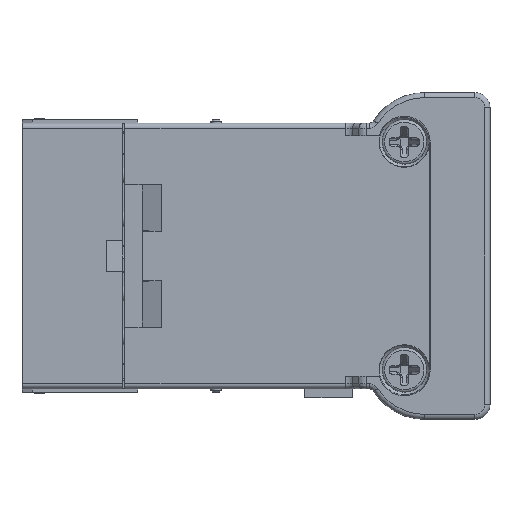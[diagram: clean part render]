
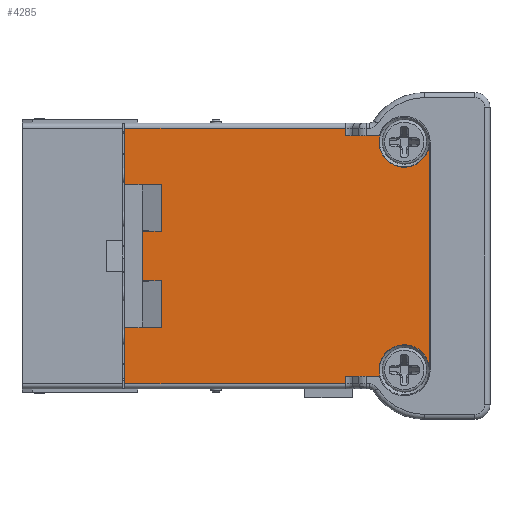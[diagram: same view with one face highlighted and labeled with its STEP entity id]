
A CAD part, left-side view. The second image highlights one B-rep face of the part: STEP entity #4285.
In plain terms, the highlighted planar face has unit normal (-1, 0, 0).
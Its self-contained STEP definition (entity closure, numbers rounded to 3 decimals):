
#3435=PLANE('',#29607);
#4285=ADVANCED_FACE('',(#6483),#3435,.T.);
#6483=FACE_OUTER_BOUND('',#7908,.T.);
#7908=EDGE_LOOP('',(#10883,#10884,#10885,#10886,#10887,#10888,#10889,#10890,
#10891,#10892,#10893,#10894,#10895,#10896,#10897,#10898,#10899,#10900));
#9799=CIRCLE('',#29551,2.5);
#9814=CIRCLE('',#29606,2.5);
#10883=ORIENTED_EDGE('',*,*,#21535,.T.);
#10884=ORIENTED_EDGE('',*,*,#21536,.F.);
#10885=ORIENTED_EDGE('',*,*,#21537,.F.);
#10886=ORIENTED_EDGE('',*,*,#21538,.T.);
#10887=ORIENTED_EDGE('',*,*,#21539,.T.);
#10888=ORIENTED_EDGE('',*,*,#21354,.F.);
#10889=ORIENTED_EDGE('',*,*,#21540,.T.);
#10890=ORIENTED_EDGE('',*,*,#21541,.T.);
#10891=ORIENTED_EDGE('',*,*,#21542,.T.);
#10892=ORIENTED_EDGE('',*,*,#21543,.T.);
#10893=ORIENTED_EDGE('',*,*,#21544,.T.);
#10894=ORIENTED_EDGE('',*,*,#21545,.T.);
#10895=ORIENTED_EDGE('',*,*,#21546,.F.);
#10896=ORIENTED_EDGE('',*,*,#21350,.F.);
#10897=ORIENTED_EDGE('',*,*,#21534,.F.);
#10898=ORIENTED_EDGE('',*,*,#21547,.T.);
#10899=ORIENTED_EDGE('',*,*,#21548,.F.);
#10900=ORIENTED_EDGE('',*,*,#21446,.T.);
#18660=VERTEX_POINT('',#38618);
#18661=VERTEX_POINT('',#38620);
#18664=VERTEX_POINT('',#38626);
#18665=VERTEX_POINT('',#38628);
#18719=VERTEX_POINT('',#38866);
#18721=VERTEX_POINT('',#38870);
#18769=VERTEX_POINT('',#39063);
#18770=VERTEX_POINT('',#39067);
#18771=VERTEX_POINT('',#39069);
#18772=VERTEX_POINT('',#39071);
#18773=VERTEX_POINT('',#39073);
#18774=VERTEX_POINT('',#39076);
#18775=VERTEX_POINT('',#39078);
#18776=VERTEX_POINT('',#39080);
#18777=VERTEX_POINT('',#39082);
#18778=VERTEX_POINT('',#39084);
#18779=VERTEX_POINT('',#39086);
#18780=VERTEX_POINT('',#39089);
#21350=EDGE_CURVE('',#18660,#18661,#25409,.T.);
#21354=EDGE_CURVE('',#18664,#18665,#25413,.T.);
#21446=EDGE_CURVE('',#18719,#18721,#9799,.T.);
#21534=EDGE_CURVE('',#18769,#18660,#25538,.T.);
#21535=EDGE_CURVE('',#18721,#18770,#25539,.T.);
#21536=EDGE_CURVE('',#18771,#18770,#9814,.T.);
#21537=EDGE_CURVE('',#18772,#18771,#25540,.T.);
#21538=EDGE_CURVE('',#18772,#18773,#25541,.T.);
#21539=EDGE_CURVE('',#18773,#18665,#25542,.T.);
#21540=EDGE_CURVE('',#18664,#18774,#25543,.T.);
#21541=EDGE_CURVE('',#18774,#18775,#25544,.T.);
#21542=EDGE_CURVE('',#18775,#18776,#25545,.T.);
#21543=EDGE_CURVE('',#18776,#18777,#25546,.T.);
#21544=EDGE_CURVE('',#18777,#18778,#25547,.T.);
#21545=EDGE_CURVE('',#18778,#18779,#25548,.T.);
#21546=EDGE_CURVE('',#18661,#18779,#25549,.T.);
#21547=EDGE_CURVE('',#18769,#18780,#25550,.T.);
#21548=EDGE_CURVE('',#18719,#18780,#25551,.T.);
#25409=LINE('',#38619,#27474);
#25413=LINE('',#38627,#27478);
#25538=LINE('',#39064,#27603);
#25539=LINE('',#39066,#27604);
#25540=LINE('',#39070,#27605);
#25541=LINE('',#39072,#27606);
#25542=LINE('',#39074,#27607);
#25543=LINE('',#39075,#27608);
#25544=LINE('',#39077,#27609);
#25545=LINE('',#39079,#27610);
#25546=LINE('',#39081,#27611);
#25547=LINE('',#39083,#27612);
#25548=LINE('',#39085,#27613);
#25549=LINE('',#39087,#27614);
#25550=LINE('',#39088,#27615);
#25551=LINE('',#39090,#27616);
#27474=VECTOR('',#31900,1.);
#27478=VECTOR('',#31904,1.);
#27603=VECTOR('',#32237,1.);
#27604=VECTOR('',#32240,1.);
#27605=VECTOR('',#32243,1.);
#27606=VECTOR('',#32244,1.);
#27607=VECTOR('',#32245,1.);
#27608=VECTOR('',#32246,1.);
#27609=VECTOR('',#32247,1.);
#27610=VECTOR('',#32248,1.);
#27611=VECTOR('',#32249,1.);
#27612=VECTOR('',#32250,1.);
#27613=VECTOR('',#32251,1.);
#27614=VECTOR('',#32252,1.);
#27615=VECTOR('',#32253,1.);
#27616=VECTOR('',#32254,1.);
#29551=AXIS2_PLACEMENT_3D('',#38871,#32062,#32063);
#29606=AXIS2_PLACEMENT_3D('',#39068,#32241,#32242);
#29607=AXIS2_PLACEMENT_3D('',#39091,#32255,#32256);
#31900=DIRECTION('',(0.,0.,1.));
#31904=DIRECTION('',(0.,0.,1.));
#32062=DIRECTION('',(1.,0.,0.));
#32063=DIRECTION('',(0.,0.,1.));
#32237=DIRECTION('',(0.,1.,0.));
#32240=DIRECTION('',(0.,0.,1.));
#32241=DIRECTION('',(-1.,0.,0.));
#32242=DIRECTION('',(0.,0.,-1.));
#32243=DIRECTION('',(0.,-1.,0.));
#32244=DIRECTION('',(0.,0.,1.));
#32245=DIRECTION('',(0.,1.,0.));
#32246=DIRECTION('',(0.,-1.,0.));
#32247=DIRECTION('',(0.,0.,-1.));
#32248=DIRECTION('',(0.,1.,0.));
#32249=DIRECTION('',(0.,0.,-1.));
#32250=DIRECTION('',(0.,-1.,0.));
#32251=DIRECTION('',(0.,0.,-1.));
#32252=DIRECTION('',(0.,-1.,0.));
#32253=DIRECTION('',(0.,0.,1.));
#32254=DIRECTION('',(0.,1.,0.));
#32255=DIRECTION('',(-1.,0.,0.));
#32256=DIRECTION('',(0.,0.,1.));
#38618=CARTESIAN_POINT('',(8.13,44.289,22.173));
#38619=CARTESIAN_POINT('',(8.13,44.289,22.173));
#38620=CARTESIAN_POINT('',(8.13,44.289,27.736));
#38626=CARTESIAN_POINT('',(8.13,44.289,41.959));
#38627=CARTESIAN_POINT('',(8.13,44.289,41.959));
#38628=CARTESIAN_POINT('',(8.13,44.289,47.523));
#38866=CARTESIAN_POINT('',(8.13,19.016,22.948));
#38870=CARTESIAN_POINT('',(8.13,14.089,23.548));
#38871=CARTESIAN_POINT('',(8.13,16.589,23.548));
#39063=CARTESIAN_POINT('',(8.13,22.403,22.173));
#39064=CARTESIAN_POINT('',(8.13,22.403,22.173));
#39066=CARTESIAN_POINT('',(8.13,14.089,23.548));
#39067=CARTESIAN_POINT('',(8.13,14.089,46.148));
#39068=CARTESIAN_POINT('',(8.13,16.589,46.148));
#39069=CARTESIAN_POINT('',(8.13,19.016,46.748));
#39070=CARTESIAN_POINT('',(8.13,22.403,46.748));
#39071=CARTESIAN_POINT('',(8.13,22.403,46.748));
#39072=CARTESIAN_POINT('',(8.13,22.403,46.748));
#39073=CARTESIAN_POINT('',(8.13,22.403,47.523));
#39074=CARTESIAN_POINT('',(8.13,22.403,47.523));
#39075=CARTESIAN_POINT('',(8.13,44.289,41.959));
#39076=CARTESIAN_POINT('',(8.13,40.689,41.959));
#39077=CARTESIAN_POINT('',(8.13,40.689,41.959));
#39078=CARTESIAN_POINT('',(8.13,40.689,37.286));
#39079=CARTESIAN_POINT('',(8.13,40.689,37.286));
#39080=CARTESIAN_POINT('',(8.13,42.528,37.286));
#39081=CARTESIAN_POINT('',(8.13,42.528,37.286));
#39082=CARTESIAN_POINT('',(8.13,42.528,32.409));
#39083=CARTESIAN_POINT('',(8.13,42.528,32.409));
#39084=CARTESIAN_POINT('',(8.13,40.689,32.409));
#39085=CARTESIAN_POINT('',(8.13,40.689,32.409));
#39086=CARTESIAN_POINT('',(8.13,40.689,27.736));
#39087=CARTESIAN_POINT('',(8.13,44.289,27.736));
#39088=CARTESIAN_POINT('',(8.13,22.403,22.173));
#39089=CARTESIAN_POINT('',(8.13,22.403,22.948));
#39090=CARTESIAN_POINT('',(8.13,19.016,22.948));
#39091=CARTESIAN_POINT('',(8.13,17.293,20.255));
